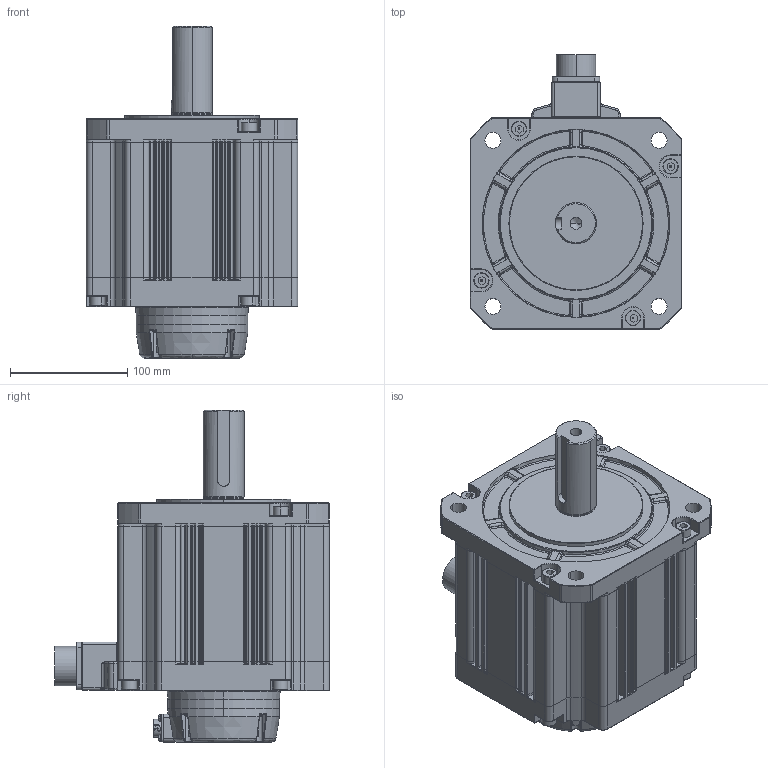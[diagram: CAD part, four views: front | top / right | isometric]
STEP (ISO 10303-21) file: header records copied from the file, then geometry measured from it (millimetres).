
FILE_DESCRIPTION (( 'STEP AP203' ), '1' );
FILE_NAME ('SV-X6MG440A-N4LD.STEP', '2021-10-12T09:23:52', ( 'China' ), ( 'Microsoft' ), 'SwSTEP 2.0', 'SolidWorks 2016', '' );
FILE_SCHEMA (( 'CONFIG_CONTROL_DESIGN' ));
Length unit declared in the file: millimetre
Products named in the file (1): SV-X6MG440A-N4LD
Bounding box: 180 x 233.9 x 282.6 mm (x, y, z)
Volume: 4962211.5 mm3; surface area: 240012.8 mm2
Topology: 1 solids, 1 shells, 2458 faces, 6589 edges, 4129 vertices
Faces by surface type: cylinder 945, plane 837, bspline 386, cone 184, torus 75, sphere 31
Entity records: 86997 total; most frequent: CARTESIAN_POINT 29541, ORIENTED_EDGE 13000, DIRECTION 10963, EDGE_CURVE 6500, VERTEX_POINT 4121, AXIS2_PLACEMENT_3D 4025, VECTOR 2913, LINE 2913
